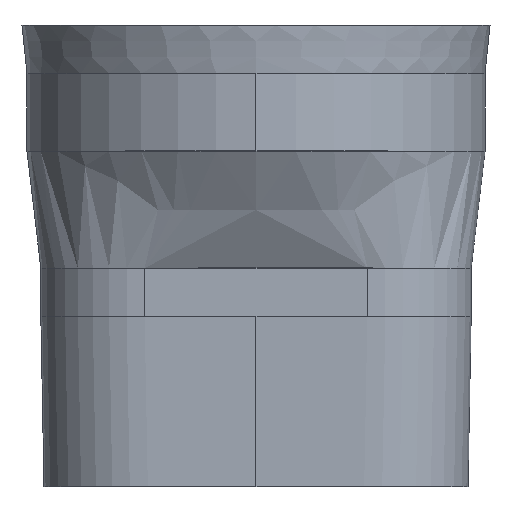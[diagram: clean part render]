
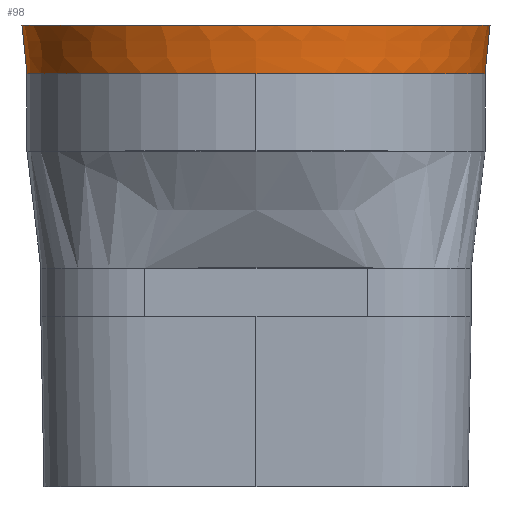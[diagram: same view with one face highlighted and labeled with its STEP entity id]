
A CAD part, left-side view. The second image highlights one B-rep face of the part: STEP entity #98.
In plain terms, the highlighted free-form (B-spline) face has degree [3, 3] with [26, 4] control points.
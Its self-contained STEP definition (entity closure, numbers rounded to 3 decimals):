
#98=ADVANCED_FACE('',(#166),#167,.T.);
#166=FACE_OUTER_BOUND('',#3346,.T.);
#167=B_SPLINE_SURFACE_WITH_KNOTS('',3,3,((#3347,#3348,#3349,#3350),(#3351,#3352,#3353,#3354),(#3355,#3356,#3357,#3358),(#3359,#3360,#3361,#3362),(#3363,#3364,#3365,#3366),(#3367,#3368,#3369,#3370),(#3371,#3372,#3373,#3374),(#3375,#3376,#3377,#3378),(#3379,#3380,#3381,#3382),(#3383,#3384,#3385,#3386),(#3387,#3388,#3389,#3390),(#3391,#3392,#3393,#3394),(#3395,#3396,#3397,#3398),(#3399,#3400,#3401,#3402),(#3403,#3404,#3405,#3406),(#3407,#3408,#3409,#3410),(#3411,#3412,#3413,#3414),(#3415,#3416,#3417,#3418),(#3419,#3420,#3421,#3422),(#3423,#3424,#3425,#3426),(#3427,#3428,#3429,#3430),(#3431,#3432,#3433,#3434),(#3435,#3436,#3437,#3438),(#3439,#3440,#3441,#3442),(#3443,#3444,#3445,#3446),(#3447,#3448,#3449,#3450)),.UNSPECIFIED.,.F.,.F.,.F.,(4,3,1,1,1,1,1,1,1,2,1,1,1,1,1,1,1,3,4),(4,4),(0.376,0.376,0.392,0.407,0.423,0.438,0.454,0.469,0.485,0.5,0.515,0.531,0.546,0.562,0.577,0.593,0.608,0.624,0.624),(0.0,1.0),.UNSPECIFIED.);
#3346=EDGE_LOOP('',(#6165,#6166,#6167,#6168,#6169));
#3347=CARTESIAN_POINT('',(-77.19,47.1,16.0));
#3348=CARTESIAN_POINT('',(-76.877,47.433,19.333));
#3349=CARTESIAN_POINT('',(-76.564,47.766,22.667));
#3350=CARTESIAN_POINT('',(-76.251,48.099,26.0));
#3351=CARTESIAN_POINT('',(-77.21,47.1,16.0));
#3352=CARTESIAN_POINT('',(-76.897,47.433,19.333));
#3353=CARTESIAN_POINT('',(-76.584,47.766,22.667));
#3354=CARTESIAN_POINT('',(-76.272,48.099,26.0));
#3355=CARTESIAN_POINT('',(-77.23,47.1,16.0));
#3356=CARTESIAN_POINT('',(-76.917,47.433,19.333));
#3357=CARTESIAN_POINT('',(-76.605,47.766,22.667));
#3358=CARTESIAN_POINT('',(-76.292,48.1,26.0));
#3359=CARTESIAN_POINT('',(-77.25,47.1,16.0));
#3360=CARTESIAN_POINT('',(-76.937,47.433,19.333));
#3361=CARTESIAN_POINT('',(-76.625,47.767,22.667));
#3362=CARTESIAN_POINT('',(-76.312,48.1,26.0));
#3363=CARTESIAN_POINT('',(-80.355,47.1,16.0));
#3364=CARTESIAN_POINT('',(-80.065,47.458,19.333));
#3365=CARTESIAN_POINT('',(-79.775,47.817,22.667));
#3366=CARTESIAN_POINT('',(-79.486,48.175,26.0));
#3367=CARTESIAN_POINT('',(-86.552,46.484,16.0));
#3368=CARTESIAN_POINT('',(-86.321,46.888,19.333));
#3369=CARTESIAN_POINT('',(-86.09,47.292,22.667));
#3370=CARTESIAN_POINT('',(-85.859,47.696,26.0));
#3371=CARTESIAN_POINT('',(-95.462,43.766,16.0));
#3372=CARTESIAN_POINT('',(-95.346,44.21,19.333));
#3373=CARTESIAN_POINT('',(-95.231,44.653,22.667));
#3374=CARTESIAN_POINT('',(-95.115,45.097,26.0));
#3375=CARTESIAN_POINT('',(-103.652,39.37,16.0));
#3376=CARTESIAN_POINT('',(-103.665,39.817,19.333));
#3377=CARTESIAN_POINT('',(-103.679,40.263,22.667));
#3378=CARTESIAN_POINT('',(-103.693,40.709,26.0));
#3379=CARTESIAN_POINT('',(-110.816,33.471,16.0));
#3380=CARTESIAN_POINT('',(-110.958,33.881,19.333));
#3381=CARTESIAN_POINT('',(-111.1,34.29,22.667));
#3382=CARTESIAN_POINT('',(-111.243,34.699,26.0));
#3383=CARTESIAN_POINT('',(-116.689,26.297,16.0));
#3384=CARTESIAN_POINT('',(-116.945,26.633,19.333));
#3385=CARTESIAN_POINT('',(-117.2,26.969,22.667));
#3386=CARTESIAN_POINT('',(-117.456,27.305,26.));
#3387=CARTESIAN_POINT('',(-121.053,18.118,16.0));
#3388=CARTESIAN_POINT('',(-121.395,18.353,19.333));
#3389=CARTESIAN_POINT('',(-121.737,18.588,22.667));
#3390=CARTESIAN_POINT('',(-122.079,18.822,26.));
#3391=CARTESIAN_POINT('',(-123.743,9.242,16.0));
#3392=CARTESIAN_POINT('',(-124.137,9.36,19.333));
#3393=CARTESIAN_POINT('',(-124.532,9.478,22.667));
#3394=CARTESIAN_POINT('',(-124.926,9.595,26.));
#3395=CARTESIAN_POINT('',(-124.35,3.083,16.0));
#3396=CARTESIAN_POINT('',(-124.755,3.121,19.333));
#3397=CARTESIAN_POINT('',(-125.16,3.159,22.667));
#3398=CARTESIAN_POINT('',(-125.565,3.196,26.0));
#3399=CARTESIAN_POINT('',(-124.35,-3.083,16.0));
#3400=CARTESIAN_POINT('',(-124.755,-3.121,19.333));
#3401=CARTESIAN_POINT('',(-125.16,-3.159,22.667));
#3402=CARTESIAN_POINT('',(-125.565,-3.196,26.0));
#3403=CARTESIAN_POINT('',(-123.743,-9.238,16.0));
#3404=CARTESIAN_POINT('',(-124.137,-9.359,19.333));
#3405=CARTESIAN_POINT('',(-124.532,-9.479,22.667));
#3406=CARTESIAN_POINT('',(-124.926,-9.599,26.0));
#3407=CARTESIAN_POINT('',(-121.059,-18.101,16.0));
#3408=CARTESIAN_POINT('',(-121.397,-18.348,19.333));
#3409=CARTESIAN_POINT('',(-121.735,-18.594,22.667));
#3410=CARTESIAN_POINT('',(-122.073,-18.84,26.0));
#3411=CARTESIAN_POINT('',(-116.707,-26.268,16.0));
#3412=CARTESIAN_POINT('',(-116.95,-26.624,19.333));
#3413=CARTESIAN_POINT('',(-117.194,-26.98,22.667));
#3414=CARTESIAN_POINT('',(-117.437,-27.335,26.0));
#3415=CARTESIAN_POINT('',(-110.85,-33.436,16.0));
#3416=CARTESIAN_POINT('',(-110.969,-33.869,19.333));
#3417=CARTESIAN_POINT('',(-111.087,-34.303,22.667));
#3418=CARTESIAN_POINT('',(-111.206,-34.736,26.0));
#3419=CARTESIAN_POINT('',(-103.7,-39.338,16.0));
#3420=CARTESIAN_POINT('',(-103.68,-39.806,19.333));
#3421=CARTESIAN_POINT('',(-103.661,-40.274,22.667));
#3422=CARTESIAN_POINT('',(-103.641,-40.743,26.0));
#3423=CARTESIAN_POINT('',(-95.515,-43.745,16.0));
#3424=CARTESIAN_POINT('',(-95.363,-44.202,19.333));
#3425=CARTESIAN_POINT('',(-95.211,-44.66,22.667));
#3426=CARTESIAN_POINT('',(-95.059,-45.118,26.0));
#3427=CARTESIAN_POINT('',(-86.593,-46.478,16.0));
#3428=CARTESIAN_POINT('',(-86.334,-46.886,19.333));
#3429=CARTESIAN_POINT('',(-86.076,-47.293,22.667));
#3430=CARTESIAN_POINT('',(-85.817,-47.701,26.0));
#3431=CARTESIAN_POINT('',(-80.371,-47.1,16.0));
#3432=CARTESIAN_POINT('',(-80.07,-47.458,19.333));
#3433=CARTESIAN_POINT('',(-79.77,-47.817,22.667));
#3434=CARTESIAN_POINT('',(-79.469,-48.175,26.0));
#3435=CARTESIAN_POINT('',(-77.25,-47.1,16.0));
#3436=CARTESIAN_POINT('',(-76.937,-47.433,19.333));
#3437=CARTESIAN_POINT('',(-76.625,-47.767,22.667));
#3438=CARTESIAN_POINT('',(-76.312,-48.1,26.0));
#3439=CARTESIAN_POINT('',(-77.23,-47.1,16.0));
#3440=CARTESIAN_POINT('',(-76.917,-47.433,19.333));
#3441=CARTESIAN_POINT('',(-76.605,-47.766,22.667));
#3442=CARTESIAN_POINT('',(-76.292,-48.1,26.0));
#3443=CARTESIAN_POINT('',(-77.21,-47.1,16.0));
#3444=CARTESIAN_POINT('',(-76.897,-47.433,19.333));
#3445=CARTESIAN_POINT('',(-76.585,-47.766,22.667));
#3446=CARTESIAN_POINT('',(-76.272,-48.099,26.0));
#3447=CARTESIAN_POINT('',(-77.19,-47.1,16.0));
#3448=CARTESIAN_POINT('',(-76.877,-47.433,19.333));
#3449=CARTESIAN_POINT('',(-76.564,-47.766,22.667));
#3450=CARTESIAN_POINT('',(-76.252,-48.099,26.0));
#6165=ORIENTED_EDGE('',*,*,#6375,.T.);
#6166=ORIENTED_EDGE('',*,*,#6334,.T.);
#6167=ORIENTED_EDGE('',*,*,#6392,.T.);
#6168=ORIENTED_EDGE('',*,*,#6386,.F.);
#6169=ORIENTED_EDGE('',*,*,#6393,.F.);
#6334=EDGE_CURVE('',#6493,#6494,#6495,.T.);
#6375=EDGE_CURVE('',#6561,#6493,#6562,.T.);
#6386=EDGE_CURVE('',#6578,#6580,#6581,.T.);
#6392=EDGE_CURVE('',#6494,#6580,#6590,.T.);
#6393=EDGE_CURVE('',#6561,#6578,#6591,.T.);
#6493=VERTEX_POINT('',#7038);
#6494=VERTEX_POINT('',#7039);
#6495=CIRCLE('',#7040,47.1);
#6561=VERTEX_POINT('',#7221);
#6562=CIRCLE('',#7222,47.1);
#6578=VERTEX_POINT('',#7243);
#6580=VERTEX_POINT('',#7246);
#6581=CIRCLE('',#7247,48.113);
#6590=B_SPLINE_CURVE_WITH_KNOTS('',3,(#7418,#7419,#7420,#7421),.UNSPECIFIED.,.F.,.F.,(4,4),(0.0,1.0),.UNSPECIFIED.);
#6591=B_SPLINE_CURVE_WITH_KNOTS('',3,(#7422,#7423,#7424,#7425),.UNSPECIFIED.,.F.,.F.,(4,4),(0.0,1.0),.UNSPECIFIED.);
#7038=CARTESIAN_POINT('',(-124.35,0.,16.0));
#7039=CARTESIAN_POINT('',(-77.25,-47.1,16.0));
#7040=AXIS2_PLACEMENT_3D('',#7774,#7775,#7776);
#7221=CARTESIAN_POINT('',(-77.25,47.1,16.0));
#7222=AXIS2_PLACEMENT_3D('',#7836,#7837,#7838);
#7243=CARTESIAN_POINT('',(-76.312,48.1,26.0));
#7246=CARTESIAN_POINT('',(-76.312,-48.1,26.0));
#7247=AXIS2_PLACEMENT_3D('',#7857,#7858,#7859);
#7418=CARTESIAN_POINT('',(-77.25,-47.1,16.0));
#7419=CARTESIAN_POINT('',(-76.937,-47.433,19.333));
#7420=CARTESIAN_POINT('',(-76.625,-47.767,22.667));
#7421=CARTESIAN_POINT('',(-76.312,-48.1,26.0));
#7422=CARTESIAN_POINT('',(-77.25,47.1,16.0));
#7423=CARTESIAN_POINT('',(-76.937,47.433,19.333));
#7424=CARTESIAN_POINT('',(-76.625,47.767,22.667));
#7425=CARTESIAN_POINT('',(-76.312,48.1,26.0));
#7774=CARTESIAN_POINT('',(-77.25,0.,16.0));
#7775=DIRECTION('',(0.0,0.0,1.0));
#7776=DIRECTION('',(1.0,0.0,0.0));
#7836=CARTESIAN_POINT('',(-77.25,0.,16.0));
#7837=DIRECTION('',(0.0,0.0,1.0));
#7838=DIRECTION('',(1.0,0.0,0.0));
#7857=CARTESIAN_POINT('',(-77.451,0.,26.0));
#7858=DIRECTION('',(0.0,0.0,1.0));
#7859=DIRECTION('',(1.0,0.0,0.0));
